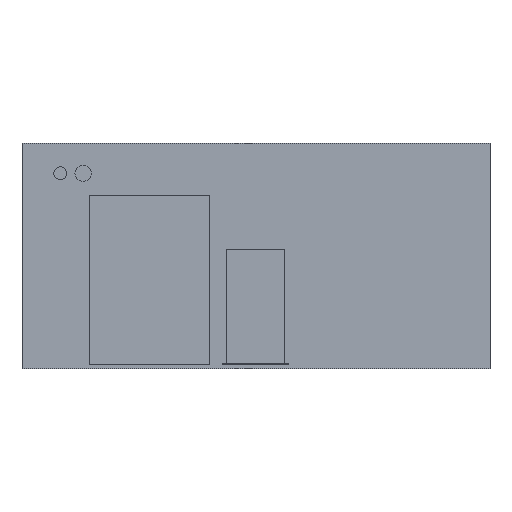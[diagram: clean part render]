
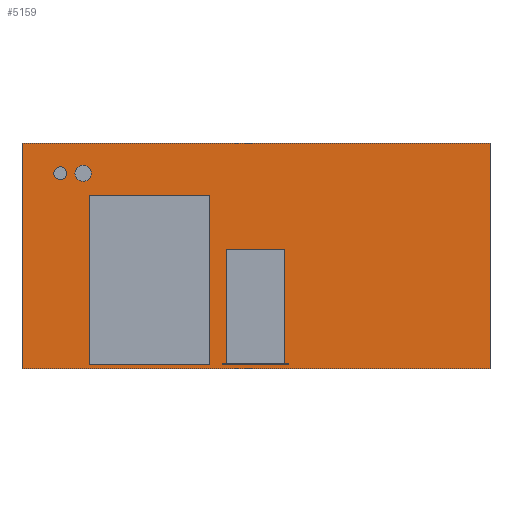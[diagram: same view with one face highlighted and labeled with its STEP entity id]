
A CAD part, front view. The second image highlights one B-rep face of the part: STEP entity #5159.
In plain terms, the highlighted planar face has unit normal (0, -1, 0).
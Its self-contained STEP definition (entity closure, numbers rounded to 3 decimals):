
#84=FACE_BOUND('',#733,.T.);
#85=FACE_BOUND('',#734,.T.);
#107=PLANE('',#5540);
#411=FACE_OUTER_BOUND('',#732,.T.);
#732=EDGE_LOOP('',(#3729,#3730,#3731,#3732));
#733=EDGE_LOOP('',(#3733));
#734=EDGE_LOOP('',(#3734));
#1068=LINE('',#7335,#1758);
#1070=LINE('',#7339,#1760);
#1072=LINE('',#7343,#1762);
#1074=LINE('',#7346,#1764);
#1758=VECTOR('',#5929,10.);
#1760=VECTOR('',#5933,10.);
#1762=VECTOR('',#5937,10.);
#1764=VECTOR('',#5941,10.);
#2430=CIRCLE('',#5524,20.);
#2432=CIRCLE('',#5528,25.);
#2466=VERTEX_POINT('',#7286);
#2468=VERTEX_POINT('',#7293);
#2481=VERTEX_POINT('',#7332);
#2482=VERTEX_POINT('',#7334);
#2483=VERTEX_POINT('',#7338);
#2484=VERTEX_POINT('',#7342);
#2951=EDGE_CURVE('',#2466,#2466,#2430,.T.);
#2954=EDGE_CURVE('',#2468,#2468,#2432,.T.);
#2972=EDGE_CURVE('',#2482,#2481,#1068,.T.);
#2974=EDGE_CURVE('',#2483,#2482,#1070,.T.);
#2976=EDGE_CURVE('',#2484,#2483,#1072,.T.);
#2978=EDGE_CURVE('',#2481,#2484,#1074,.T.);
#3729=ORIENTED_EDGE('',*,*,#2978,.T.);
#3730=ORIENTED_EDGE('',*,*,#2976,.T.);
#3731=ORIENTED_EDGE('',*,*,#2974,.T.);
#3732=ORIENTED_EDGE('',*,*,#2972,.T.);
#3733=ORIENTED_EDGE('',*,*,#2951,.T.);
#3734=ORIENTED_EDGE('',*,*,#2954,.T.);
#5159=ADVANCED_FACE('',(#411,#84,#85),#107,.T.);
#5524=AXIS2_PLACEMENT_3D('',#7288,#5885,#5886);
#5528=AXIS2_PLACEMENT_3D('',#7295,#5894,#5895);
#5540=AXIS2_PLACEMENT_3D('',#7347,#5942,#5943);
#5885=DIRECTION('center_axis',(0.,1.,0.));
#5886=DIRECTION('ref_axis',(1.,0.,0.));
#5894=DIRECTION('center_axis',(0.,1.,0.));
#5895=DIRECTION('ref_axis',(1.,0.,0.));
#5929=DIRECTION('',(-1.,0.,0.));
#5933=DIRECTION('',(0.,0.,1.));
#5937=DIRECTION('',(1.,0.,0.));
#5941=DIRECTION('',(0.,0.,-1.));
#5942=DIRECTION('center_axis',(0.,-1.,0.));
#5943=DIRECTION('ref_axis',(0.,0.,-1.));
#7286=CARTESIAN_POINT('',(-622.,-370.,254.5));
#7288=CARTESIAN_POINT('Origin',(-602.,-370.,254.5));
#7293=CARTESIAN_POINT('',(-557.,-370.,254.5));
#7295=CARTESIAN_POINT('Origin',(-532.,-370.,254.5));
#7332=CARTESIAN_POINT('',(-720.,-370.,347.5));
#7334=CARTESIAN_POINT('',(720.,-370.,347.5));
#7335=CARTESIAN_POINT('',(-720.,-370.,347.5));
#7338=CARTESIAN_POINT('',(720.,-370.,-347.5));
#7339=CARTESIAN_POINT('',(720.,-370.,347.5));
#7342=CARTESIAN_POINT('',(-720.,-370.,-347.5));
#7343=CARTESIAN_POINT('',(720.,-370.,-347.5));
#7346=CARTESIAN_POINT('',(-720.,-370.,-347.5));
#7347=CARTESIAN_POINT('Origin',(0.,-370.,0.));
